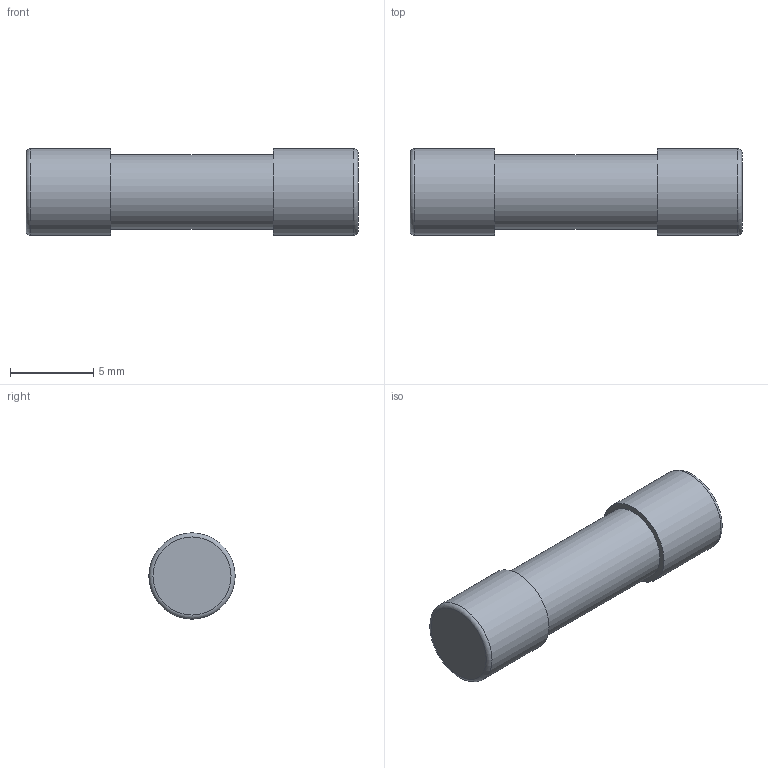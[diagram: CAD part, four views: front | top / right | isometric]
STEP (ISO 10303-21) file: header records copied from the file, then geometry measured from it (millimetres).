
FILE_DESCRIPTION(/* description */ (''),/* implementation_level */ '2;1');
FILE_NAME(/* name */ 'Fuse_5x20mm_ceramic.step',/* time_stamp */ '2020-06-11T11:48:15+02:00',/* author */ (''),/* organization */ (''),/* preprocessor_version */ 'ST-DEVELOPER v18.1',/* originating_system */ 'Autodesk Translation Framework v9.3.0.1241',/* authorisation */ '');
FILE_SCHEMA (('AUTOMOTIVE_DESIGN { 1 0 10303 214 3 1 1 }'));
Length unit declared in the file: millimetre
Products named in the file (3): Fuse_5x20mm_ceramic; Composant1; Composant2
Assembly tree (2 placements, depth 2):
  Fuse_5x20mm_ceramic
    Composant1
    Composant2
Bounding box: 20 x 5.2 x 5.2 mm (x, y, z)
Volume: 96.8 mm3; surface area: 920.5 mm2
Topology: 3 solids, 3 shells, 16 faces, 24 edges, 16 vertices
Faces by surface type: plane 8, cylinder 6, torus 2
Full cylindrical faces by diameter (mm): 4.25 x1, 4.5 x3, 5.2 x2
Entity records: 463 total; most frequent: DIRECTION 84, CARTESIAN_POINT 61, ORIENTED_EDGE 48, AXIS2_PLACEMENT_3D 39, EDGE_CURVE 24, EDGE_LOOP 20, CIRCLE 18, FACE_OUTER_BOUND 16
